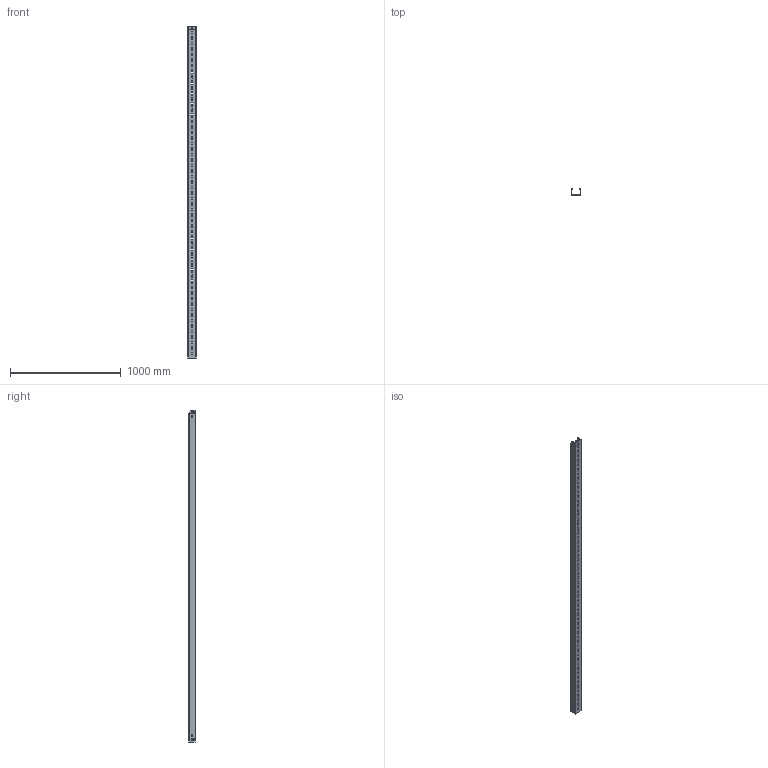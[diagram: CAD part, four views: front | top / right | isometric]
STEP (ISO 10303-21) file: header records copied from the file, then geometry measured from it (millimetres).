
FILE_DESCRIPTION((''),'2;1');
FILE_NAME('164207_PRT','2019-01-03T15:44:51',('tomasz.grudniewski'),(''),'CREO PARAMETRIC BY PTC INC, 2018400','CREO PARAMETRIC BY PTC INC, 2018400','');
FILE_SCHEMA(('CONFIG_CONTROL_DESIGN'));
Length unit declared in the file: millimetre
Products named in the file (1): 164207_PRT
Bounding box: 76.4 x 61 x 3000 mm (x, y, z)
Volume: 427383.4 mm3; surface area: 1228859.3 mm2
Topology: 1 solids, 1 shells, 416 faces, 1170 edges, 756 vertices
Faces by surface type: plane 302, cylinder 110, cone 4
Entity records: 13630 total; most frequent: CARTESIAN_POINT 2416, ORIENTED_EDGE 2340, DIRECTION 2206, EDGE_CURVE 1170, VECTOR 942, LINE 942, VERTEX_POINT 756, AXIS2_PLACEMENT_3D 632
